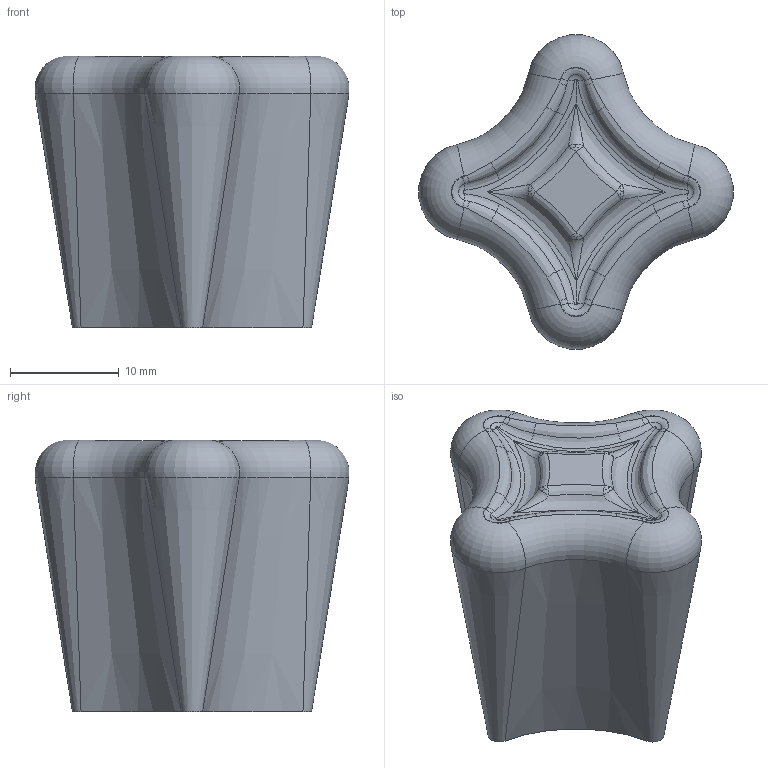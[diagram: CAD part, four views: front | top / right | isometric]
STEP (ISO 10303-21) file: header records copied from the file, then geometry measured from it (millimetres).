
FILE_DESCRIPTION(('Creo Elements/Direct Modeling STEP Export'),'2;1');
FILE_NAME('SP71-29.stp','2024-04-23T12:51:18',(''),(''),'Creo Elements/Direct Modeling STEP processor for AP214 (Solid Model)','Creo Elements/Direct Modeling 20.0 12-Nov-2016 (C) Parametric Technology GmbH','');
FILE_SCHEMA(('AUTOMOTIVE_DESIGN { 1 0 10303 214 1 1 1 1 }'));
Length unit declared in the file: millimetre
Products named in the file (3): Muffe; Knopf; SP71-29
Assembly tree (2 placements, depth 2):
  SP71-29
    Knopf
    Muffe
Bounding box: 28.89 x 28.89 x 25 mm (x, y, z)
Volume: 7826.3 mm3; surface area: 3196.3 mm2
Topology: 2 solids, 2 shells, 136 faces, 323 edges, 188 vertices
Faces by surface type: bspline 64, plane 40, cone 16, torus 8, cylinder 6, sphere 2
Entity records: 15553 total; most frequent: CARTESIAN_POINT 13012, ORIENTED_EDGE 634, EDGE_CURVE 317, DIRECTION 244, VERTEX_POINT 188, EDGE_LOOP 139, FACE_OUTER_BOUND 136, ADVANCED_FACE 136
